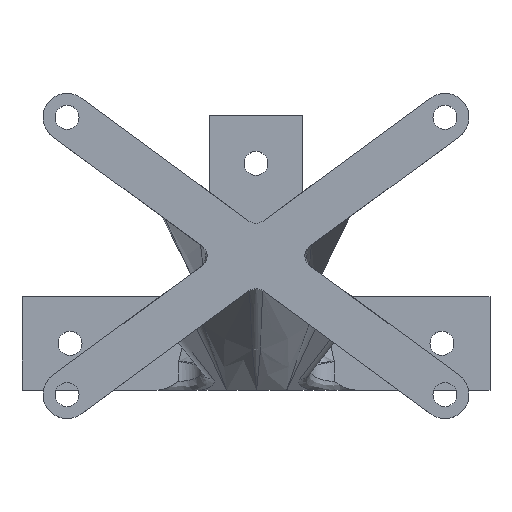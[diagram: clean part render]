
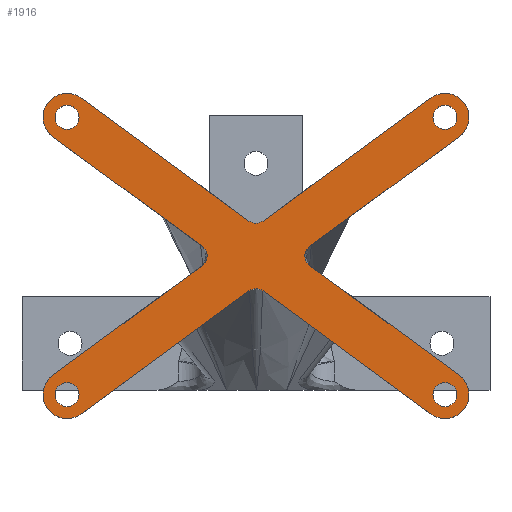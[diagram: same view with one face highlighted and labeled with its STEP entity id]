
A CAD part, top view. The second image highlights one B-rep face of the part: STEP entity #1916.
In plain terms, the highlighted planar face has unit normal (0, 0, 1).
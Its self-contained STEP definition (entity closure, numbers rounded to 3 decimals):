
#19=FACE_BOUND('',#553,.T.);
#20=FACE_BOUND('',#554,.T.);
#21=FACE_BOUND('',#555,.T.);
#22=FACE_BOUND('',#556,.T.);
#81=LINE('',#2878,#193);
#93=LINE('',#3370,#205);
#119=LINE('',#4263,#231);
#141=LINE('',#4738,#253);
#146=LINE('',#4747,#258);
#168=LINE('',#4875,#280);
#170=LINE('',#4884,#282);
#172=LINE('',#4890,#284);
#193=VECTOR('',#2108,10.);
#205=VECTOR('',#2148,10.);
#231=VECTOR('',#2246,10.);
#253=VECTOR('',#2302,10.);
#258=VECTOR('',#2309,10.);
#280=VECTOR('',#2383,10.);
#282=VECTOR('',#2397,10.);
#284=VECTOR('',#2405,10.);
#323=PLANE('',#2059);
#434=FACE_OUTER_BOUND('',#552,.T.);
#552=EDGE_LOOP('',(#1670,#1671,#1672,#1673,#1674,#1675,#1676,#1677,#1678,
#1679,#1680,#1681,#1682,#1683,#1684,#1685));
#553=EDGE_LOOP('',(#1686));
#554=EDGE_LOOP('',(#1687));
#555=EDGE_LOOP('',(#1688));
#556=EDGE_LOOP('',(#1689));
#683=CIRCLE('',#1952,1.);
#690=CIRCLE('',#1966,1.);
#703=CIRCLE('',#2000,1.);
#709=CIRCLE('',#2019,1.);
#719=CIRCLE('',#2040,1.);
#720=CIRCLE('',#2042,1.);
#721=CIRCLE('',#2044,1.);
#722=CIRCLE('',#2046,1.);
#723=CIRCLE('',#2049,2.);
#725=CIRCLE('',#2052,2.);
#726=CIRCLE('',#2055,2.);
#727=CIRCLE('',#2058,2.);
#753=VERTEX_POINT('',#2801);
#754=VERTEX_POINT('',#2802);
#759=VERTEX_POINT('',#2877);
#783=VERTEX_POINT('',#3293);
#784=VERTEX_POINT('',#3294);
#789=VERTEX_POINT('',#3369);
#837=VERTEX_POINT('',#4116);
#838=VERTEX_POINT('',#4117);
#844=VERTEX_POINT('',#4261);
#871=VERTEX_POINT('',#4668);
#872=VERTEX_POINT('',#4669);
#873=VERTEX_POINT('',#4737);
#876=VERTEX_POINT('',#4745);
#891=VERTEX_POINT('',#4855);
#892=VERTEX_POINT('',#4859);
#893=VERTEX_POINT('',#4863);
#894=VERTEX_POINT('',#4867);
#896=VERTEX_POINT('',#4873);
#897=VERTEX_POINT('',#4882);
#898=VERTEX_POINT('',#4886);
#935=EDGE_CURVE('',#753,#754,#683,.T.);
#944=EDGE_CURVE('',#754,#759,#81,.T.);
#979=EDGE_CURVE('',#783,#784,#690,.T.);
#988=EDGE_CURVE('',#789,#784,#93,.T.);
#1065=EDGE_CURVE('',#837,#838,#703,.T.);
#1078=EDGE_CURVE('',#844,#837,#119,.T.);
#1120=EDGE_CURVE('',#871,#872,#709,.T.);
#1124=EDGE_CURVE('',#872,#873,#141,.T.);
#1129=EDGE_CURVE('',#871,#876,#146,.T.);
#1156=EDGE_CURVE('',#891,#891,#719,.T.);
#1158=EDGE_CURVE('',#892,#892,#720,.T.);
#1160=EDGE_CURVE('',#893,#893,#721,.T.);
#1162=EDGE_CURVE('',#894,#894,#722,.T.);
#1165=EDGE_CURVE('',#783,#896,#168,.T.);
#1166=EDGE_CURVE('',#896,#873,#723,.T.);
#1168=EDGE_CURVE('',#876,#759,#725,.T.);
#1170=EDGE_CURVE('',#897,#753,#170,.T.);
#1171=EDGE_CURVE('',#897,#898,#726,.T.);
#1173=EDGE_CURVE('',#898,#838,#172,.T.);
#1174=EDGE_CURVE('',#844,#789,#727,.T.);
#1670=ORIENTED_EDGE('',*,*,#988,.T.);
#1671=ORIENTED_EDGE('',*,*,#979,.F.);
#1672=ORIENTED_EDGE('',*,*,#1165,.T.);
#1673=ORIENTED_EDGE('',*,*,#1166,.T.);
#1674=ORIENTED_EDGE('',*,*,#1124,.F.);
#1675=ORIENTED_EDGE('',*,*,#1120,.F.);
#1676=ORIENTED_EDGE('',*,*,#1129,.T.);
#1677=ORIENTED_EDGE('',*,*,#1168,.T.);
#1678=ORIENTED_EDGE('',*,*,#944,.F.);
#1679=ORIENTED_EDGE('',*,*,#935,.F.);
#1680=ORIENTED_EDGE('',*,*,#1170,.F.);
#1681=ORIENTED_EDGE('',*,*,#1171,.T.);
#1682=ORIENTED_EDGE('',*,*,#1173,.T.);
#1683=ORIENTED_EDGE('',*,*,#1065,.F.);
#1684=ORIENTED_EDGE('',*,*,#1078,.F.);
#1685=ORIENTED_EDGE('',*,*,#1174,.T.);
#1686=ORIENTED_EDGE('',*,*,#1162,.T.);
#1687=ORIENTED_EDGE('',*,*,#1160,.T.);
#1688=ORIENTED_EDGE('',*,*,#1158,.T.);
#1689=ORIENTED_EDGE('',*,*,#1156,.T.);
#1916=ADVANCED_FACE('',(#434,#19,#20,#21,#22),#323,.T.);
#1952=AXIS2_PLACEMENT_3D('',#2803,#2101,#2102);
#1966=AXIS2_PLACEMENT_3D('',#3295,#2141,#2142);
#2000=AXIS2_PLACEMENT_3D('',#4118,#2233,#2234);
#2019=AXIS2_PLACEMENT_3D('',#4670,#2296,#2297);
#2040=AXIS2_PLACEMENT_3D('',#4857,#2362,#2363);
#2042=AXIS2_PLACEMENT_3D('',#4861,#2367,#2368);
#2044=AXIS2_PLACEMENT_3D('',#4865,#2372,#2373);
#2046=AXIS2_PLACEMENT_3D('',#4869,#2377,#2378);
#2049=AXIS2_PLACEMENT_3D('',#4877,#2386,#2387);
#2052=AXIS2_PLACEMENT_3D('',#4880,#2392,#2393);
#2055=AXIS2_PLACEMENT_3D('',#4887,#2400,#2401);
#2058=AXIS2_PLACEMENT_3D('',#4892,#2408,#2409);
#2059=AXIS2_PLACEMENT_3D('',#4893,#2410,#2411);
#2101=DIRECTION('center_axis',(0.,0.,1.));
#2102=DIRECTION('ref_axis',(-1.,0.,0.));
#2108=DIRECTION('',(0.806,-0.591,0.));
#2141=DIRECTION('center_axis',(0.,0.,1.));
#2142=DIRECTION('ref_axis',(1.,0.,0.));
#2148=DIRECTION('',(0.806,-0.591,0.));
#2233=DIRECTION('center_axis',(0.,0.,1.));
#2234=DIRECTION('ref_axis',(0.,-1.,0.));
#2246=DIRECTION('',(0.806,-0.591,0.));
#2296=DIRECTION('center_axis',(0.,0.,1.));
#2297=DIRECTION('ref_axis',(0.,1.,0.));
#2302=DIRECTION('',(-0.806,-0.591,0.));
#2309=DIRECTION('',(0.806,-0.591,0.));
#2362=DIRECTION('center_axis',(0.,0.,-1.));
#2363=DIRECTION('ref_axis',(1.,0.,0.));
#2367=DIRECTION('center_axis',(0.,0.,-1.));
#2368=DIRECTION('ref_axis',(1.,0.,0.));
#2372=DIRECTION('center_axis',(0.,0.,-1.));
#2373=DIRECTION('ref_axis',(1.,0.,0.));
#2377=DIRECTION('center_axis',(0.,0.,-1.));
#2378=DIRECTION('ref_axis',(1.,0.,0.));
#2383=DIRECTION('',(-0.806,-0.591,0.));
#2386=DIRECTION('center_axis',(0.,0.,1.));
#2387=DIRECTION('ref_axis',(1.,0.,0.));
#2392=DIRECTION('center_axis',(0.,0.,1.));
#2393=DIRECTION('ref_axis',(1.,0.,0.));
#2397=DIRECTION('',(-0.806,-0.591,0.));
#2400=DIRECTION('center_axis',(0.,0.,1.));
#2401=DIRECTION('ref_axis',(1.,0.,0.));
#2405=DIRECTION('',(-0.806,-0.591,0.));
#2408=DIRECTION('center_axis',(0.,0.,1.));
#2409=DIRECTION('ref_axis',(1.,0.,0.));
#2410=DIRECTION('center_axis',(0.,0.,1.));
#2411=DIRECTION('ref_axis',(1.,0.,0.));
#2801=CARTESIAN_POINT('',(4.482,8.056,23.));
#2802=CARTESIAN_POINT('',(4.482,6.444,23.));
#2803=CARTESIAN_POINT('Origin',(5.073,7.25,23.));
#2877=CARTESIAN_POINT('',(16.933,-2.687,23.));
#2878=CARTESIAN_POINT('',(-14.567,20.413,23.));
#3293=CARTESIAN_POINT('',(-4.482,6.444,23.));
#3294=CARTESIAN_POINT('',(-4.482,8.056,23.));
#3295=CARTESIAN_POINT('Origin',(-5.073,7.25,23.));
#3369=CARTESIAN_POINT('',(-16.933,17.187,23.));
#3370=CARTESIAN_POINT('',(-16.933,17.187,23.));
#4116=CARTESIAN_POINT('',(-0.591,10.164,23.));
#4117=CARTESIAN_POINT('',(0.591,10.164,23.));
#4118=CARTESIAN_POINT('Origin',(0.,10.97,
23.));
#4261=CARTESIAN_POINT('',(-14.567,20.413,23.));
#4263=CARTESIAN_POINT('',(-14.567,20.413,23.));
#4668=CARTESIAN_POINT('',(0.591,4.336,23.));
#4669=CARTESIAN_POINT('',(-0.591,4.336,23.));
#4670=CARTESIAN_POINT('Origin',(0.,3.53,23.));
#4737=CARTESIAN_POINT('',(-14.567,-5.913,23.));
#4738=CARTESIAN_POINT('',(16.933,17.187,23.));
#4745=CARTESIAN_POINT('',(14.567,-5.913,23.));
#4747=CARTESIAN_POINT('',(-16.933,17.187,23.));
#4855=CARTESIAN_POINT('',(-16.75,-4.3,23.));
#4857=CARTESIAN_POINT('Origin',(-15.75,-4.3,23.));
#4859=CARTESIAN_POINT('',(14.75,18.8,23.));
#4861=CARTESIAN_POINT('Origin',(15.75,18.8,23.));
#4863=CARTESIAN_POINT('',(14.75,-4.3,23.));
#4865=CARTESIAN_POINT('Origin',(15.75,-4.3,23.));
#4867=CARTESIAN_POINT('',(-16.75,18.8,23.));
#4869=CARTESIAN_POINT('Origin',(-15.75,18.8,23.));
#4873=CARTESIAN_POINT('',(-16.933,-2.687,23.));
#4875=CARTESIAN_POINT('',(14.567,20.413,23.));
#4877=CARTESIAN_POINT('Origin',(-15.75,-4.3,23.));
#4880=CARTESIAN_POINT('Origin',(15.75,-4.3,23.));
#4882=CARTESIAN_POINT('',(16.933,17.187,23.));
#4884=CARTESIAN_POINT('',(16.933,17.187,23.));
#4886=CARTESIAN_POINT('',(14.567,20.413,23.));
#4887=CARTESIAN_POINT('Origin',(15.75,18.8,23.));
#4890=CARTESIAN_POINT('',(14.567,20.413,23.));
#4892=CARTESIAN_POINT('Origin',(-15.75,18.8,23.));
#4893=CARTESIAN_POINT('Origin',(0.,7.25,23.));
